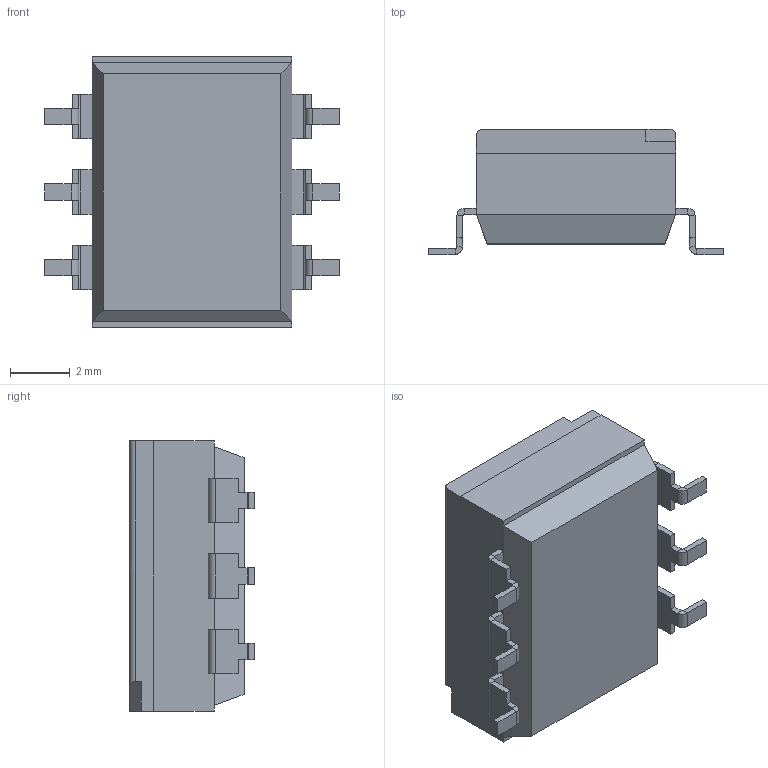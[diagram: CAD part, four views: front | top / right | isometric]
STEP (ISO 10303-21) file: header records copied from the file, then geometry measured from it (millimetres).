
FILE_DESCRIPTION (( 'STEP AP214' ), '1' );
FILE_NAME ('219-3LPSTR.STEP', '2021-12-04T12:26:34', ( '' ), ( '' ), 'SwSTEP 2.0', 'SolidWorks 2017', '' );
FILE_SCHEMA (( 'AUTOMOTIVE_DESIGN' ));
Length unit declared in the file: millimetre
Products named in the file (1): 219-3LPSTR
Bounding box: 9.91 x 4.2 x 9.09 mm (x, y, z)
Volume: 224.8 mm3; surface area: 417.3 mm2
Topology: 11 solids, 11 shells, 228 faces, 518 edges, 312 vertices
Faces by surface type: plane 202, cylinder 26
Entity records: 6308 total; most frequent: CARTESIAN_POINT 1065, ORIENTED_EDGE 1036, DIRECTION 1024, EDGE_CURVE 518, VECTOR 466, LINE 466, VERTEX_POINT 312, AXIS2_PLACEMENT_3D 279
